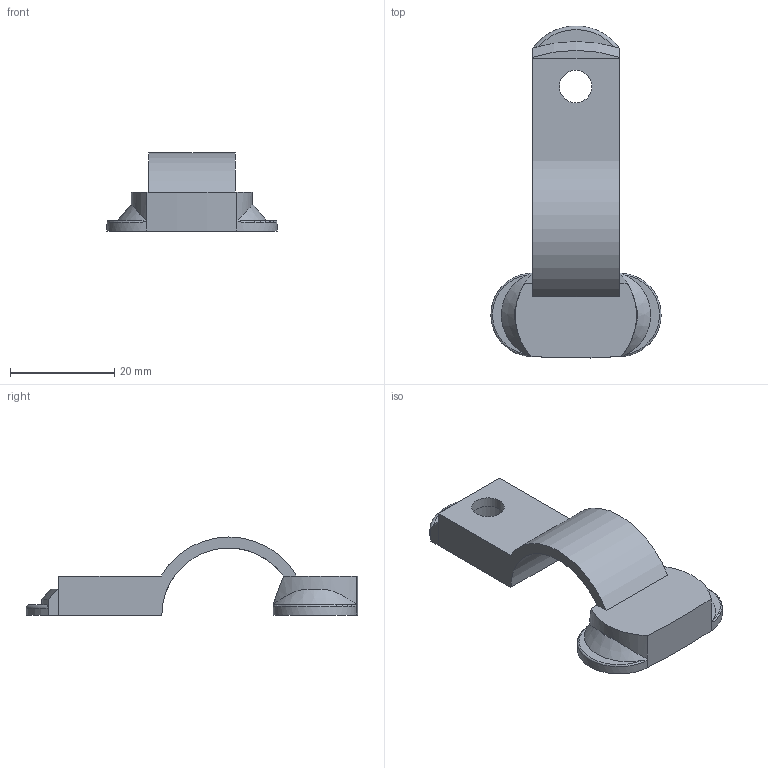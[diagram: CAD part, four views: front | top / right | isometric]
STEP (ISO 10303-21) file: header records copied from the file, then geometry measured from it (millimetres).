
FILE_DESCRIPTION(/* description */ ('STEP AP214'),/* implementation_level */ '2;1');
FILE_NAME(/* name */ '609a816fb8e49c0e756c53a2',/* time_stamp */ '2021-05-11T13:06:55+00:00',/* author */ (''),/* organization */ (''),/* preprocessor_version */ 'ST-DEVELOPER v18.1',/* originating_system */ ' ',/* authorisation */ ' ');
FILE_SCHEMA (('AUTOMOTIVE_DESIGN {1 0 10303 214 3 1 1}'));
Length unit declared in the file: metre
Products named in the file (3): Part 3; Part 2; Part 1
Bounding box: 32.65 x 63.71 x 15 mm (x, y, z)
Volume: 6174.2 mm3; surface area: 4192.3 mm2
Topology: 3 solids, 3 shells, 40 faces, 90 edges, 57 vertices
Faces by surface type: plane 22, cylinder 12, torus 3, cone 3
Full cylindrical faces by diameter (mm): 6.25 x1, 9.85 x1
Entity records: 1236 total; most frequent: CARTESIAN_POINT 267, DIRECTION 192, ORIENTED_EDGE 176, EDGE_CURVE 88, AXIS2_PLACEMENT_3D 78, VERTEX_POINT 57, EDGE_LOOP 45, FACE_BOUND 45
